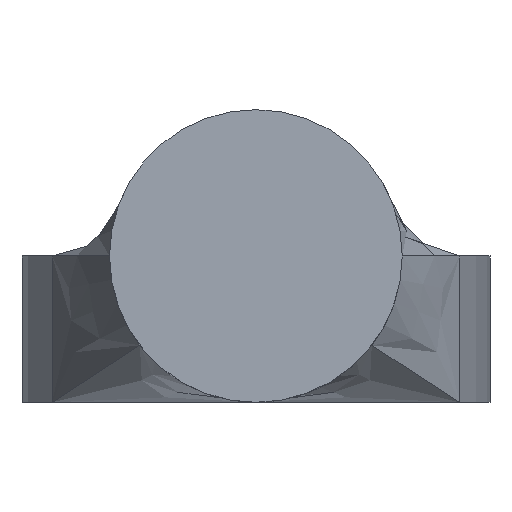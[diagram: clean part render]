
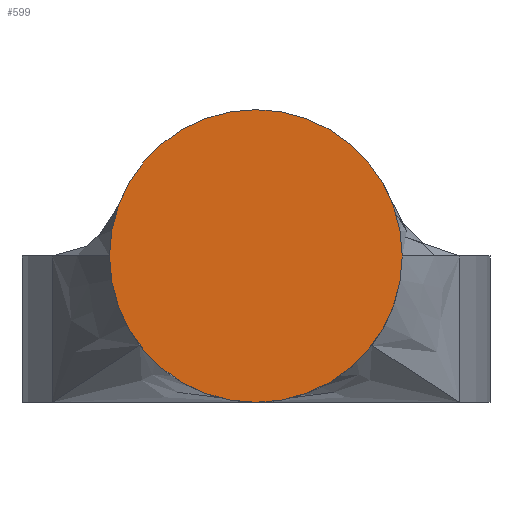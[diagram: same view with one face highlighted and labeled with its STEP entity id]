
A CAD part, front view. The second image highlights one B-rep face of the part: STEP entity #599.
In plain terms, the highlighted planar face has unit normal (0, -1, 0).
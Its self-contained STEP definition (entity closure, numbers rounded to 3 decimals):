
#9 = CARTESIAN_POINT ( 'NONE',  ( 0., -1000., -5. ) ) ;
#18 = VERTEX_POINT ( 'NONE', #9 ) ;
#40 = ORIENTED_EDGE ( 'NONE', *, *, #41, .T. ) ;
#41 = EDGE_CURVE ( 'NONE', #163, #18, #206, .T. ) ;
#143 = AXIS2_PLACEMENT_3D ( 'NONE', #190, #261, #437 ) ;
#150 = DIRECTION ( 'NONE',  ( 0., 0., 1. ) ) ;
#163 = VERTEX_POINT ( 'NONE', #338 ) ;
#190 = CARTESIAN_POINT ( 'NONE',  ( 0., -1000., 0. ) ) ;
#196 = EDGE_CURVE ( 'NONE', #18, #163, #413, .T. ) ;
#206 = CIRCLE ( 'NONE', #488, 5. ) ;
#213 = PLANE ( 'NONE',  #143 ) ;
#261 = DIRECTION ( 'NONE',  ( 0., 1., 0. ) ) ;
#332 = FACE_OUTER_BOUND ( 'NONE', #603, .T. ) ;
#338 = CARTESIAN_POINT ( 'NONE',  ( 0., -1000., 5. ) ) ;
#405 = ORIENTED_EDGE ( 'NONE', *, *, #196, .T. ) ;
#413 = CIRCLE ( 'NONE', #504, 5. ) ;
#425 = CARTESIAN_POINT ( 'NONE',  ( 0., -1000., 0. ) ) ;
#427 = DIRECTION ( 'NONE',  ( 0., -1., 0. ) ) ;
#437 = DIRECTION ( 'NONE',  ( 0., 0., 1. ) ) ;
#462 = DIRECTION ( 'NONE',  ( 0., 0., 1. ) ) ;
#464 = DIRECTION ( 'NONE',  ( 0., -1., 0. ) ) ;
#488 = AXIS2_PLACEMENT_3D ( 'NONE', #587, #427, #462 ) ;
#504 = AXIS2_PLACEMENT_3D ( 'NONE', #425, #464, #150 ) ;
#587 = CARTESIAN_POINT ( 'NONE',  ( 0., -1000., 0. ) ) ;
#599 = ADVANCED_FACE ( 'NONE', ( #332 ), #213, .F. ) ;
#603 = EDGE_LOOP ( 'NONE', ( #40, #405 ) ) ;
